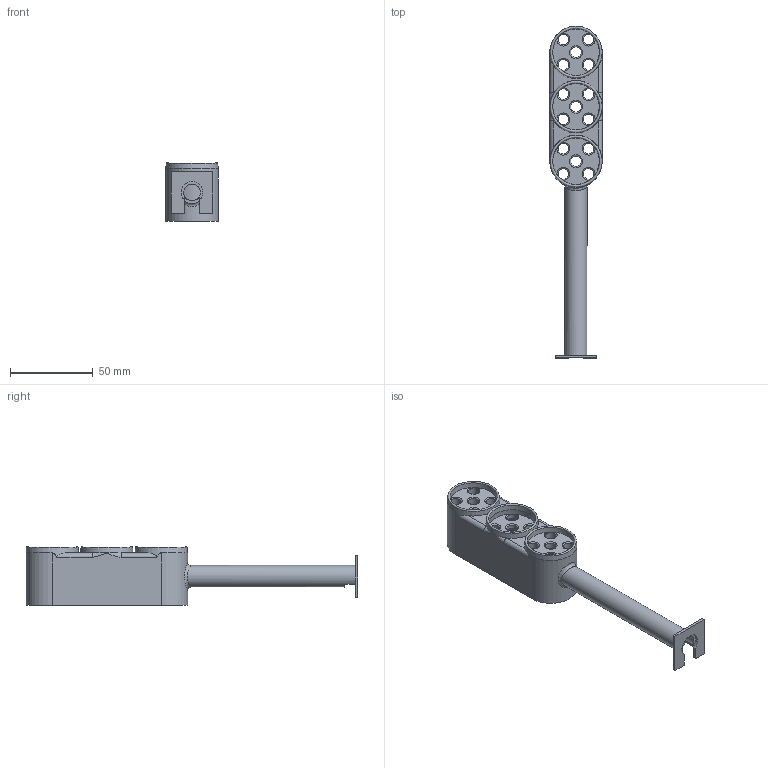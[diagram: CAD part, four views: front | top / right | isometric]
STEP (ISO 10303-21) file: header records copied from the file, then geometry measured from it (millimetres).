
FILE_DESCRIPTION(/* description */ (''),/* implementation_level */ '2;1');
FILE_NAME(/* name */ 'Lamp v2.step',/* time_stamp */ '2022-02-11T15:00:23-05:00',/* author */ (''),/* organization */ (''),/* preprocessor_version */ 'ST-DEVELOPER v18.1',/* originating_system */ 'Autodesk Translation Framework v10.13.0.1454',/* authorisation */ '');
FILE_SCHEMA (('AUTOMOTIVE_DESIGN { 1 0 10303 214 3 1 1 }'));
Length unit declared in the file: inch
Products named in the file (1): Lamp
Bounding box: 31.75 x 200.98 x 35.56 mm (x, y, z)
Volume: 39085.4 mm3; surface area: 29739.8 mm2
Topology: 2 solids, 2 shells, 121 faces, 363 edges, 224 vertices
Faces by surface type: bspline 39, cylinder 32, plane 26, torus 18, cone 6
Full cylindrical faces by diameter (mm): 6.5 x15, 10.16 x1, 13.335 x1, 28.09 x1
Entity records: 5504 total; most frequent: CARTESIAN_POINT 2271, ORIENTED_EDGE 710, DIRECTION 660, EDGE_CURVE 355, AXIS2_PLACEMENT_3D 285, VERTEX_POINT 224, CIRCLE 202, EDGE_LOOP 137
